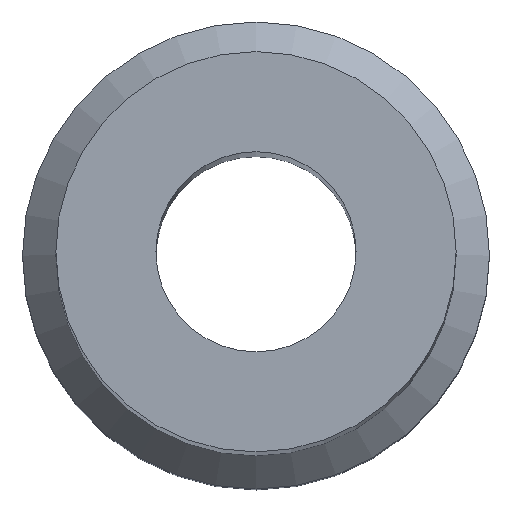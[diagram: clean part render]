
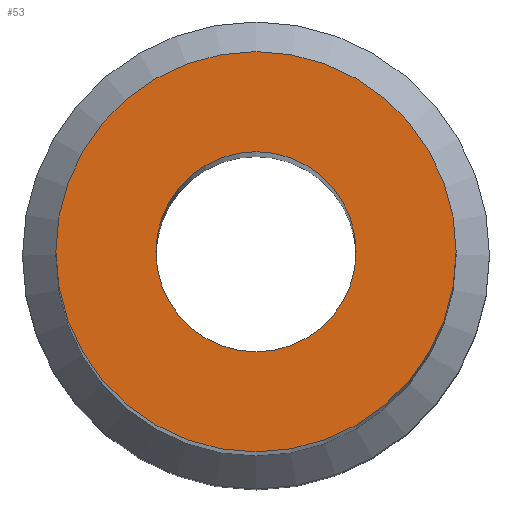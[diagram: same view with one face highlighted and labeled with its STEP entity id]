
A CAD part, top view. The second image highlights one B-rep face of the part: STEP entity #53.
In plain terms, the highlighted planar face has unit normal (0, 0, 1).
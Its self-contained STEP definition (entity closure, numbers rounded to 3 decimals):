
#53=ADVANCED_FACE('240[2]',(#113,#114),#115,.T.);
#55=EDGE_CURVE('240[2]',#117,#117,#118,.T.);
#75=EDGE_CURVE('240[2]',#149,#149,#150,.T.);
#113=FACE_OUTER_BOUND('',#183,.T.);
#114=FACE_BOUND('',#184,.T.);
#115=PLANE('',#185);
#117=VERTEX_POINT('',#188);
#118=CIRCLE('',#189,6.0);
#149=VERTEX_POINT('',#228);
#150=CIRCLE('',#229,3.);
#183=EDGE_LOOP('',(#251));
#184=EDGE_LOOP('',(#252));
#185=AXIS2_PLACEMENT_3D('',#253,#254,#255);
#188=CARTESIAN_POINT('',(0.,6.,85.));
#189=AXIS2_PLACEMENT_3D('',#256,#257,#258);
#228=CARTESIAN_POINT('',(0.,3.,85.));
#229=AXIS2_PLACEMENT_3D('',#292,#293,#294);
#251=ORIENTED_EDGE('',*,*,#55,.F.);
#252=ORIENTED_EDGE('',*,*,#75,.T.);
#253=CARTESIAN_POINT('',(0.,4.5,85.));
#254=DIRECTION('',(0.,0.,1.0));
#255=DIRECTION('',(0.,-1.0,0.));
#256=CARTESIAN_POINT('',(0.,0.,85.));
#257=DIRECTION('',(0.,0.,-1.0));
#258=DIRECTION('',(0.,1.0,0.));
#292=CARTESIAN_POINT('',(0.,0.,85.));
#293=DIRECTION('',(0.,0.,-1.0));
#294=DIRECTION('',(0.,1.0,0.));
